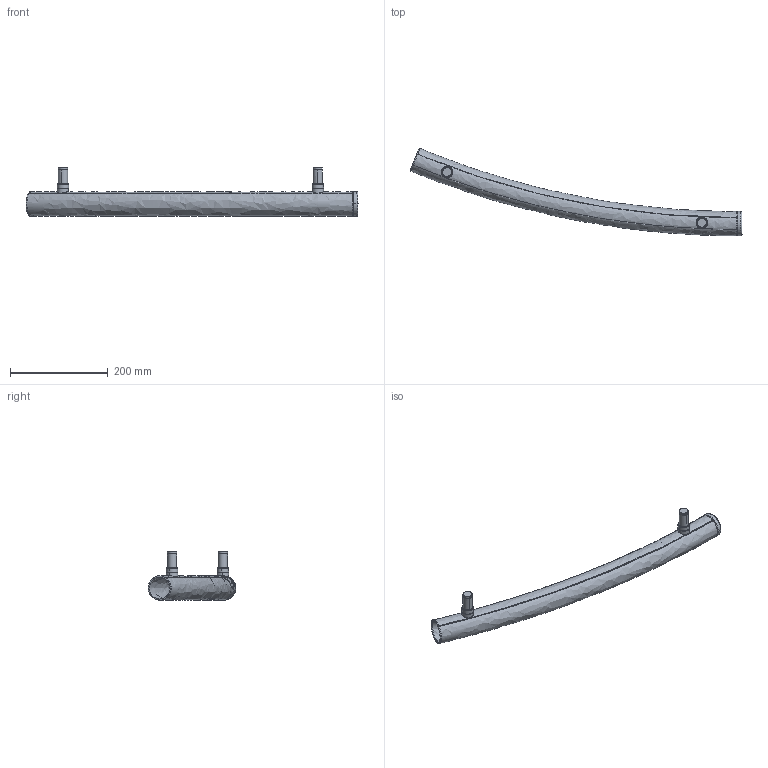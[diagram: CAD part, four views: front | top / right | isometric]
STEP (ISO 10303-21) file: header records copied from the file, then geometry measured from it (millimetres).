
FILE_DESCRIPTION(/* description */ (''),/* implementation_level */ '2;1');
FILE_NAME(/* name */ 'AoL-System-Curve-22,5-terminal-sx',/* time_stamp */ '2026-01-09T14:43:47+01:00',/* author */ (''),/* organization */ (''),/* preprocessor_version */ 'ST-DEVELOPER v16.5',/* originating_system */ 'Rhino 7.38',/* authorisation */ '');
FILE_SCHEMA (('AUTOMOTIVE_DESIGN'));
Length unit declared in the file: millimetre
Products named in the file (1): Document
Bounding box: 679.28 x 179.39 x 99.35 mm (x, y, z)
Volume: 306780 mm3; surface area: 219674.9 mm2
Topology: 4 solids, 4 shells, 98 faces, 207 edges, 124 vertices
Faces by surface type: bspline 45, plane 27, cylinder 26
Entity records: 4308 total; most frequent: CARTESIAN_POINT 2983, ORIENTED_EDGE 414, EDGE_CURVE 207, VERTEX_POINT 124, EDGE_LOOP 107, ADVANCED_FACE 98, FACE_OUTER_BOUND 98, DIRECTION 57
